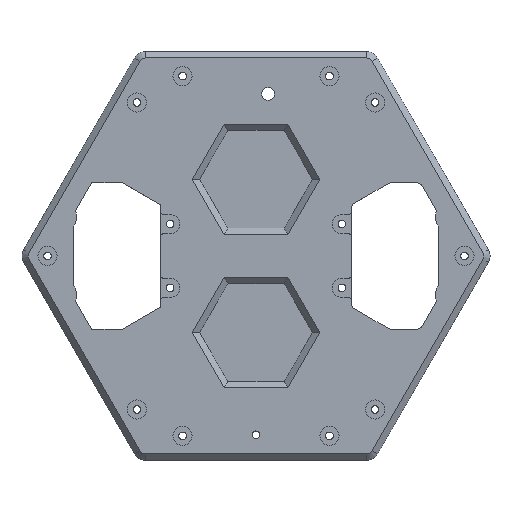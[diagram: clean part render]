
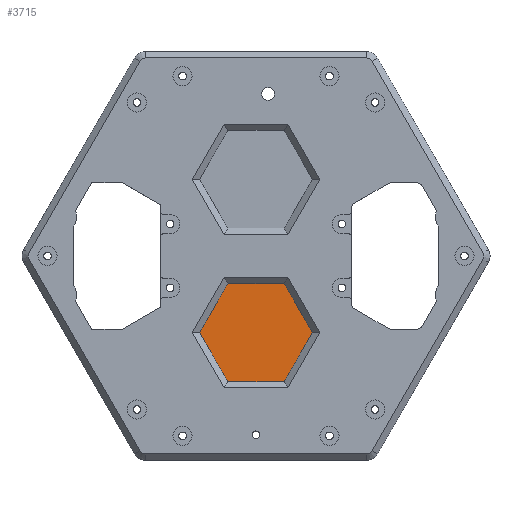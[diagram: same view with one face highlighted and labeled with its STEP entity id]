
A CAD part, top view. The second image highlights one B-rep face of the part: STEP entity #3715.
In plain terms, the highlighted planar face has unit normal (0, 0, 1).
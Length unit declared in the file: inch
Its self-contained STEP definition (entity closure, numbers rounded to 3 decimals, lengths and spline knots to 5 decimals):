
#134=PLANE('',#3990);
#242=FACE_OUTER_BOUND('',#472,.T.);
#472=EDGE_LOOP('',(#2738,#2739,#2740,#2741,#2742,#2743));
#783=LINE('',#5873,#1107);
#786=LINE('',#5878,#1110);
#788=LINE('',#5882,#1112);
#790=LINE('',#5886,#1114);
#792=LINE('',#5890,#1116);
#794=LINE('',#5893,#1118);
#1107=VECTOR('',#4640,0.3937);
#1110=VECTOR('',#4645,0.3937);
#1112=VECTOR('',#4649,0.3937);
#1114=VECTOR('',#4653,0.3937);
#1116=VECTOR('',#4657,0.3937);
#1118=VECTOR('',#4661,0.3937);
#1666=VERTEX_POINT('',#5871);
#1667=VERTEX_POINT('',#5872);
#1668=VERTEX_POINT('',#5877);
#1669=VERTEX_POINT('',#5881);
#1670=VERTEX_POINT('',#5885);
#1671=VERTEX_POINT('',#5889);
#2064=EDGE_CURVE('',#1666,#1667,#783,.T.);
#2067=EDGE_CURVE('',#1667,#1668,#786,.T.);
#2069=EDGE_CURVE('',#1668,#1669,#788,.T.);
#2071=EDGE_CURVE('',#1669,#1670,#790,.T.);
#2073=EDGE_CURVE('',#1670,#1671,#792,.T.);
#2075=EDGE_CURVE('',#1671,#1666,#794,.T.);
#2738=ORIENTED_EDGE('',*,*,#2064,.F.);
#2739=ORIENTED_EDGE('',*,*,#2075,.F.);
#2740=ORIENTED_EDGE('',*,*,#2073,.F.);
#2741=ORIENTED_EDGE('',*,*,#2071,.F.);
#2742=ORIENTED_EDGE('',*,*,#2069,.F.);
#2743=ORIENTED_EDGE('',*,*,#2067,.F.);
#3715=ADVANCED_FACE('',(#242),#134,.F.);
#3990=AXIS2_PLACEMENT_3D('',#5894,#4662,#4663);
#4640=DIRECTION('',(-1.,0.,0.));
#4645=DIRECTION('',(-0.5,0.866,0.));
#4649=DIRECTION('',(0.5,0.866,0.));
#4653=DIRECTION('',(1.,0.,0.));
#4657=DIRECTION('',(0.5,-0.866,0.));
#4661=DIRECTION('',(-0.5,-0.866,0.));
#4662=DIRECTION('center_axis',(0.,0.,-1.));
#4663=DIRECTION('ref_axis',(-1.,0.,0.));
#5871=CARTESIAN_POINT('',(0.55283,-2.45753,1.25295));
#5872=CARTESIAN_POINT('',(-0.55283,-2.45753,1.25295));
#5873=CARTESIAN_POINT('',(0.3125,-2.45753,1.25295));
#5877=CARTESIAN_POINT('',(-1.10566,-1.5,1.25295));
#5878=CARTESIAN_POINT('',(-0.673,-2.2494,1.25295));
#5881=CARTESIAN_POINT('',(-0.55283,-0.54247,1.25295));
#5882=CARTESIAN_POINT('',(-0.9855,-1.29187,1.25295));
#5885=CARTESIAN_POINT('',(0.55283,-0.54247,1.25295));
#5886=CARTESIAN_POINT('',(-0.3125,-0.54247,1.25295));
#5889=CARTESIAN_POINT('',(1.10566,-1.5,1.25295));
#5890=CARTESIAN_POINT('',(0.673,-0.7506,1.25295));
#5893=CARTESIAN_POINT('',(0.9855,-1.70813,1.25295));
#5894=CARTESIAN_POINT('Origin',(0.,-1.5,1.25295));
